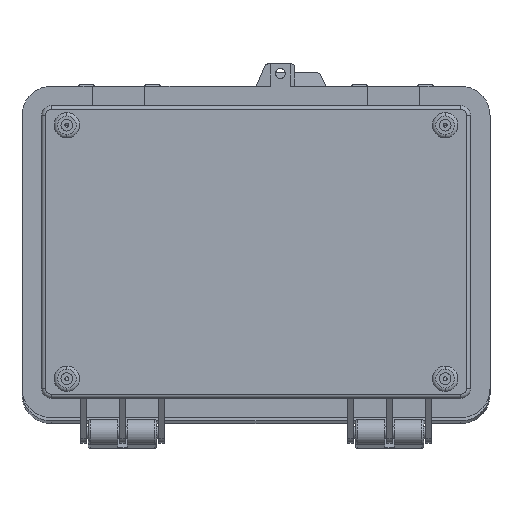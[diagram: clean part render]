
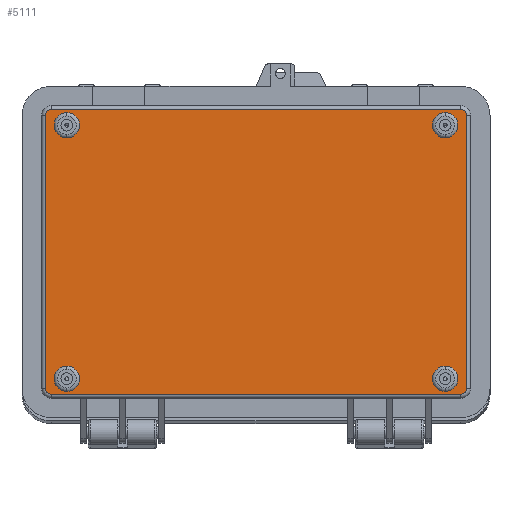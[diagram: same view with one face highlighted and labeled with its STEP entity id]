
A CAD part, front view. The second image highlights one B-rep face of the part: STEP entity #5111.
In plain terms, the highlighted planar face has unit normal (0, -1, 0).
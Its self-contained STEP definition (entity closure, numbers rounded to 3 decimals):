
#456 = ORIENTED_EDGE ( 'NONE', *, *, #11806, .F. ) ;
#496 = DIRECTION ( 'NONE',  ( 0., -1., 0. ) ) ;
#503 = DIRECTION ( 'NONE',  ( 0., 0., 1. ) ) ;
#792 = DIRECTION ( 'NONE',  ( 0., 0., 1. ) ) ;
#828 = CARTESIAN_POINT ( 'NONE',  ( 97., 0., 65. ) ) ;
#966 = ORIENTED_EDGE ( 'NONE', *, *, #6733, .T. ) ;
#1062 = CARTESIAN_POINT ( 'NONE',  ( -108., 0., -70. ) ) ;
#1147 = EDGE_CURVE ( 'NONE', #1487, #4665, #16408, .T. ) ;
#1335 = EDGE_CURVE ( 'NONE', #17237, #14652, #17636, .T. ) ;
#1340 = CARTESIAN_POINT ( 'NONE',  ( -105., 0., 73. ) ) ;
#1344 = ORIENTED_EDGE ( 'NONE', *, *, #7911, .T. ) ;
#1353 = ORIENTED_EDGE ( 'NONE', *, *, #14530, .T. ) ;
#1462 = VERTEX_POINT ( 'NONE', #21605 ) ;
#1487 = VERTEX_POINT ( 'NONE', #21070 ) ;
#1534 = AXIS2_PLACEMENT_3D ( 'NONE', #4483, #13773, #11879 ) ;
#1648 = DIRECTION ( 'NONE',  ( 0., 1., 0. ) ) ;
#1849 = DIRECTION ( 'NONE',  ( 1., 0., 0. ) ) ;
#2014 = EDGE_CURVE ( 'NONE', #12239, #7571, #21257, .T. ) ;
#2069 = DIRECTION ( 'NONE',  ( 0., 0., 1. ) ) ;
#2237 = DIRECTION ( 'NONE',  ( 0., -1., 0. ) ) ;
#2304 = CARTESIAN_POINT ( 'NONE',  ( 105., 0., 70. ) ) ;
#2350 = CARTESIAN_POINT ( 'NONE',  ( -97., 0., 65. ) ) ;
#2643 = AXIS2_PLACEMENT_3D ( 'NONE', #8067, #17014, #792 ) ;
#2650 = CARTESIAN_POINT ( 'NONE',  ( 105., 0., -73. ) ) ;
#2661 = ORIENTED_EDGE ( 'NONE', *, *, #17475, .F. ) ;
#2701 = DIRECTION ( 'NONE',  ( 0., -1., 0. ) ) ;
#3096 = ORIENTED_EDGE ( 'NONE', *, *, #16226, .F. ) ;
#3482 = EDGE_CURVE ( 'NONE', #7571, #4628, #21457, .T. ) ;
#3506 = VERTEX_POINT ( 'NONE', #20273 ) ;
#3571 = EDGE_CURVE ( 'NONE', #14652, #17237, #7967, .T. ) ;
#3792 = CIRCLE ( 'NONE', #16935, 6.5 ) ;
#3794 = DIRECTION ( 'NONE',  ( 0., 0., 1. ) ) ;
#4096 = DIRECTION ( 'NONE',  ( 0., 0., 1. ) ) ;
#4124 = DIRECTION ( 'NONE',  ( 0., 0., 1. ) ) ;
#4277 = CARTESIAN_POINT ( 'NONE',  ( 105., 0., 73. ) ) ;
#4309 = ORIENTED_EDGE ( 'NONE', *, *, #2014, .T. ) ;
#4452 = CARTESIAN_POINT ( 'NONE',  ( -97., 0., -65. ) ) ;
#4483 = CARTESIAN_POINT ( 'NONE',  ( 105., 0., -70. ) ) ;
#4540 = CIRCLE ( 'NONE', #6424, 6.5 ) ;
#4628 = VERTEX_POINT ( 'NONE', #2650 ) ;
#4665 = VERTEX_POINT ( 'NONE', #4867 ) ;
#4867 = CARTESIAN_POINT ( 'NONE',  ( 108., 0., 70. ) ) ;
#4941 = FACE_BOUND ( 'NONE', #8232, .T. ) ;
#5111 = ADVANCED_FACE ( 'NONE', ( #21007, #19490, #4941, #12465, #13871 ), #15306, .F. ) ;
#5378 = CARTESIAN_POINT ( 'NONE',  ( 0., 0., -73. ) ) ;
#5640 = AXIS2_PLACEMENT_3D ( 'NONE', #17462, #9305, #3794 ) ;
#6196 = VERTEX_POINT ( 'NONE', #4277 ) ;
#6424 = AXIS2_PLACEMENT_3D ( 'NONE', #828, #2237, #11616 ) ;
#6446 = DIRECTION ( 'NONE',  ( 0., 0., 1. ) ) ;
#6480 = EDGE_LOOP ( 'NONE', ( #21730, #16320, #966, #4309, #14012, #1344, #8223, #1353 ) ) ;
#6711 = EDGE_CURVE ( 'NONE', #18828, #7728, #8686, .T. ) ;
#6733 = EDGE_CURVE ( 'NONE', #3506, #12239, #9762, .T. ) ;
#7550 = AXIS2_PLACEMENT_3D ( 'NONE', #2304, #13243, #2069 ) ;
#7571 = VERTEX_POINT ( 'NONE', #22461 ) ;
#7728 = VERTEX_POINT ( 'NONE', #19878 ) ;
#7759 = ORIENTED_EDGE ( 'NONE', *, *, #1335, .F. ) ;
#7789 = DIRECTION ( 'NONE',  ( -1., 0., 0. ) ) ;
#7911 = EDGE_CURVE ( 'NONE', #4628, #1487, #22516, .T. ) ;
#7937 = DIRECTION ( 'NONE',  ( 0., -1., 0. ) ) ;
#7967 = CIRCLE ( 'NONE', #13235, 6.5 ) ;
#7977 = CARTESIAN_POINT ( 'NONE',  ( -105., 0., -70. ) ) ;
#8067 = CARTESIAN_POINT ( 'NONE',  ( -97., 0., 65. ) ) ;
#8223 = ORIENTED_EDGE ( 'NONE', *, *, #1147, .T. ) ;
#8232 = EDGE_LOOP ( 'NONE', ( #3096, #19450 ) ) ;
#8686 = CIRCLE ( 'NONE', #21806, 6.5 ) ;
#9295 = DIRECTION ( 'NONE',  ( 0., 0., -1. ) ) ;
#9305 = DIRECTION ( 'NONE',  ( 0., -1., 0. ) ) ;
#9762 = LINE ( 'NONE', #21855, #11683 ) ;
#9798 = CIRCLE ( 'NONE', #7550, 3. ) ;
#10123 = ORIENTED_EDGE ( 'NONE', *, *, #23139, .F. ) ;
#10332 = CARTESIAN_POINT ( 'NONE',  ( 0., 0., 0. ) ) ;
#10691 = DIRECTION ( 'NONE',  ( 0., 0., 1. ) ) ;
#11155 = AXIS2_PLACEMENT_3D ( 'NONE', #7977, #14912, #4096 ) ;
#11276 = AXIS2_PLACEMENT_3D ( 'NONE', #19203, #7937, #15116 ) ;
#11616 = DIRECTION ( 'NONE',  ( 0., 0., 1. ) ) ;
#11683 = VECTOR ( 'NONE', #9295, 1000. ) ;
#11806 = EDGE_CURVE ( 'NONE', #12616, #20143, #16540, .T. ) ;
#11879 = DIRECTION ( 'NONE',  ( 0., 0., 1. ) ) ;
#11938 = EDGE_CURVE ( 'NONE', #14653, #3506, #20252, .T. ) ;
#11989 = ORIENTED_EDGE ( 'NONE', *, *, #3571, .F. ) ;
#12239 = VERTEX_POINT ( 'NONE', #1062 ) ;
#12465 = FACE_BOUND ( 'NONE', #20647, .T. ) ;
#12517 = EDGE_CURVE ( 'NONE', #1462, #16495, #4540, .T. ) ;
#12616 = VERTEX_POINT ( 'NONE', #15382 ) ;
#13235 = AXIS2_PLACEMENT_3D ( 'NONE', #16535, #15129, #14651 ) ;
#13243 = DIRECTION ( 'NONE',  ( 0., -1., 0. ) ) ;
#13314 = DIRECTION ( 'NONE',  ( 0., -1., 0. ) ) ;
#13773 = DIRECTION ( 'NONE',  ( 0., -1., 0. ) ) ;
#13871 = FACE_OUTER_BOUND ( 'NONE', #6480, .T. ) ;
#14012 = ORIENTED_EDGE ( 'NONE', *, *, #3482, .T. ) ;
#14526 = CARTESIAN_POINT ( 'NONE',  ( 108., 0., 0. ) ) ;
#14530 = EDGE_CURVE ( 'NONE', #4665, #6196, #9798, .T. ) ;
#14651 = DIRECTION ( 'NONE',  ( 0., 0., 1. ) ) ;
#14652 = VERTEX_POINT ( 'NONE', #21063 ) ;
#14653 = VERTEX_POINT ( 'NONE', #1340 ) ;
#14905 = EDGE_CURVE ( 'NONE', #6196, #14653, #18244, .T. ) ;
#14912 = DIRECTION ( 'NONE',  ( 0., -1., 0. ) ) ;
#15116 = DIRECTION ( 'NONE',  ( 0., 0., 1. ) ) ;
#15129 = DIRECTION ( 'NONE',  ( 0., -1., 0. ) ) ;
#15266 = DIRECTION ( 'NONE',  ( 0., 0., 1. ) ) ;
#15306 = PLANE ( 'NONE',  #22708 ) ;
#15337 = EDGE_LOOP ( 'NONE', ( #7759, #11989 ) ) ;
#15382 = CARTESIAN_POINT ( 'NONE',  ( -97., 0., 58.5 ) ) ;
#15461 = ORIENTED_EDGE ( 'NONE', *, *, #12517, .F. ) ;
#15611 = CARTESIAN_POINT ( 'NONE',  ( 97., 0., 71.5 ) ) ;
#15874 = CARTESIAN_POINT ( 'NONE',  ( -97., 0., 71.5 ) ) ;
#16226 = EDGE_CURVE ( 'NONE', #7728, #18828, #3792, .T. ) ;
#16320 = ORIENTED_EDGE ( 'NONE', *, *, #11938, .T. ) ;
#16408 = LINE ( 'NONE', #14526, #16543 ) ;
#16495 = VERTEX_POINT ( 'NONE', #15611 ) ;
#16535 = CARTESIAN_POINT ( 'NONE',  ( 97., 0., -65. ) ) ;
#16540 = CIRCLE ( 'NONE', #2643, 6.5 ) ;
#16543 = VECTOR ( 'NONE', #20381, 1000. ) ;
#16935 = AXIS2_PLACEMENT_3D ( 'NONE', #4452, #2701, #15266 ) ;
#16940 = CIRCLE ( 'NONE', #21796, 6.5 ) ;
#17014 = DIRECTION ( 'NONE',  ( 0., -1., 0. ) ) ;
#17237 = VERTEX_POINT ( 'NONE', #21052 ) ;
#17462 = CARTESIAN_POINT ( 'NONE',  ( -105., 0., 70. ) ) ;
#17475 = EDGE_CURVE ( 'NONE', #16495, #1462, #16940, .T. ) ;
#17519 = CARTESIAN_POINT ( 'NONE',  ( -97., 0., -71.5 ) ) ;
#17636 = CIRCLE ( 'NONE', #11276, 6.5 ) ;
#18137 = CARTESIAN_POINT ( 'NONE',  ( 0., 0., 73. ) ) ;
#18244 = LINE ( 'NONE', #18137, #22176 ) ;
#18300 = VECTOR ( 'NONE', #1849, 1000. ) ;
#18302 = CIRCLE ( 'NONE', #20540, 6.5 ) ;
#18436 = DIRECTION ( 'NONE',  ( 0., -1., 0. ) ) ;
#18690 = CARTESIAN_POINT ( 'NONE',  ( -97., 0., -65. ) ) ;
#18828 = VERTEX_POINT ( 'NONE', #17519 ) ;
#19203 = CARTESIAN_POINT ( 'NONE',  ( 97., 0., -65. ) ) ;
#19450 = ORIENTED_EDGE ( 'NONE', *, *, #6711, .F. ) ;
#19490 = FACE_BOUND ( 'NONE', #15337, .T. ) ;
#19530 = EDGE_LOOP ( 'NONE', ( #2661, #15461 ) ) ;
#19878 = CARTESIAN_POINT ( 'NONE',  ( -97., 0., -58.5 ) ) ;
#20143 = VERTEX_POINT ( 'NONE', #15874 ) ;
#20252 = CIRCLE ( 'NONE', #5640, 3. ) ;
#20273 = CARTESIAN_POINT ( 'NONE',  ( -108., 0., 70. ) ) ;
#20381 = DIRECTION ( 'NONE',  ( 0., 0., 1. ) ) ;
#20447 = CARTESIAN_POINT ( 'NONE',  ( 97., 0., 65. ) ) ;
#20540 = AXIS2_PLACEMENT_3D ( 'NONE', #2350, #18436, #6446 ) ;
#20647 = EDGE_LOOP ( 'NONE', ( #10123, #456 ) ) ;
#21007 = FACE_BOUND ( 'NONE', #19530, .T. ) ;
#21052 = CARTESIAN_POINT ( 'NONE',  ( 97., 0., -58.5 ) ) ;
#21063 = CARTESIAN_POINT ( 'NONE',  ( 97., 0., -71.5 ) ) ;
#21070 = CARTESIAN_POINT ( 'NONE',  ( 108., 0., -70. ) ) ;
#21257 = CIRCLE ( 'NONE', #11155, 3. ) ;
#21457 = LINE ( 'NONE', #5378, #18300 ) ;
#21605 = CARTESIAN_POINT ( 'NONE',  ( 97., 0., 58.5 ) ) ;
#21730 = ORIENTED_EDGE ( 'NONE', *, *, #14905, .T. ) ;
#21796 = AXIS2_PLACEMENT_3D ( 'NONE', #20447, #13314, #503 ) ;
#21806 = AXIS2_PLACEMENT_3D ( 'NONE', #18690, #496, #4124 ) ;
#21855 = CARTESIAN_POINT ( 'NONE',  ( -108., 0., 0. ) ) ;
#22176 = VECTOR ( 'NONE', #7789, 1000. ) ;
#22461 = CARTESIAN_POINT ( 'NONE',  ( -105., 0., -73. ) ) ;
#22516 = CIRCLE ( 'NONE', #1534, 3. ) ;
#22708 = AXIS2_PLACEMENT_3D ( 'NONE', #10332, #1648, #10691 ) ;
#23139 = EDGE_CURVE ( 'NONE', #20143, #12616, #18302, .T. ) ;
